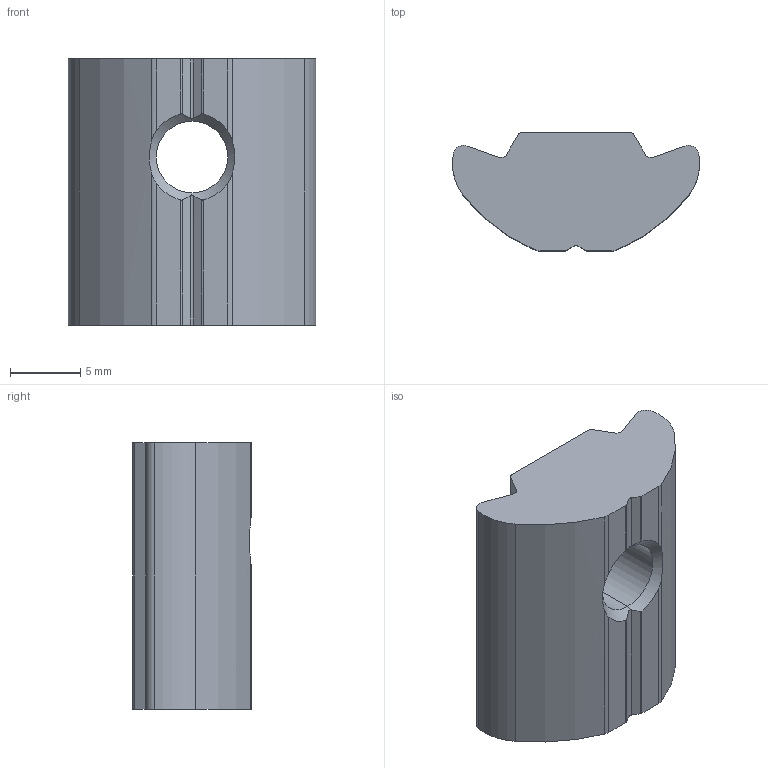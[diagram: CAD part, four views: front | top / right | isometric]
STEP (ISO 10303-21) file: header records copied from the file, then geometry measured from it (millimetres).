
FILE_DESCRIPTION (( 'STEP AP214' ), '1' );
FILE_NAME ('.25-20 20mm 1-Hole Offset Std Nut.STEP', '2025-04-07T15:31:27', ( '' ), ( '' ), 'SwSTEP 2.0', 'SolidWorks 2020', '' );
FILE_SCHEMA (( 'AUTOMOTIVE_DESIGN' ));
Length unit declared in the file: millimetre
Products named in the file (1): .25-20 20mm 1-Hole Offset Std Nut
Bounding box: 17.65 x 8.45 x 19 mm (x, y, z)
Volume: 1965.7 mm3; surface area: 1181.2 mm2
Topology: 1 solids, 1 shells, 40 faces, 115 edges, 76 vertices
Faces by surface type: cylinder 23, plane 15, cone 2
Entity records: 1413 total; most frequent: CARTESIAN_POINT 302, ORIENTED_EDGE 230, DIRECTION 219, EDGE_CURVE 115, AXIS2_PLACEMENT_3D 81, VERTEX_POINT 76, VECTOR 57, LINE 57
